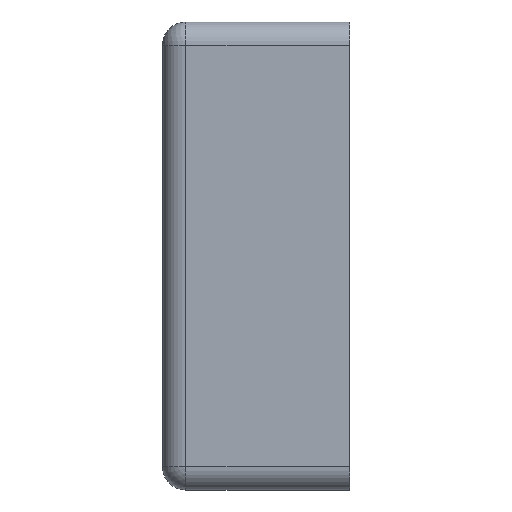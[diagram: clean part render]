
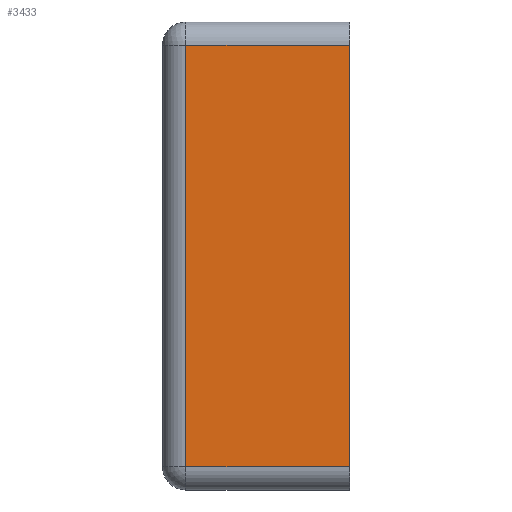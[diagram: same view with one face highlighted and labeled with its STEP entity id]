
A CAD part, left-side view. The second image highlights one B-rep face of the part: STEP entity #3433.
In plain terms, the highlighted planar face has unit normal (-1, 0, 0).
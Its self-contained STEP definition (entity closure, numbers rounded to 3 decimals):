
#2764=CARTESIAN_POINT('',(-40.0,14.,-18.));
#2765=VERTEX_POINT('',#2764);
#2790=CARTESIAN_POINT('',(-40.0,0.0,-18.));
#2791=VERTEX_POINT('',#2790);
#2799=CARTESIAN_POINT('',(-40.0,0.0,-18.));
#2800=DIRECTION('',(0.0,1.0,0.0));
#2801=VECTOR('',#2800,14.);
#2802=LINE('',#2799,#2801);
#2803=EDGE_CURVE('',#2791,#2765,#2802,.T.);
#2820=CARTESIAN_POINT('',(-40.,14.,18.0));
#2821=VERTEX_POINT('',#2820);
#2853=CARTESIAN_POINT('',(-40.,0.0,18.0));
#2854=VERTEX_POINT('',#2853);
#2871=CARTESIAN_POINT('',(-40.,14.,18.0));
#2872=DIRECTION('',(0.0,-1.0,0.0));
#2873=VECTOR('',#2872,14.);
#2874=LINE('',#2871,#2873);
#2875=EDGE_CURVE('',#2821,#2854,#2874,.T.);
#2905=CARTESIAN_POINT('',(-40.,14.,-18.));
#2906=DIRECTION('',(0.0,0.0,1.0));
#2907=VECTOR('',#2906,36.0);
#2908=LINE('',#2905,#2907);
#2909=EDGE_CURVE('',#2765,#2821,#2908,.T.);
#2975=CARTESIAN_POINT('',(-40.,0.0,18.0));
#2976=DIRECTION('',(0.0,0.0,-1.0));
#2977=VECTOR('',#2976,36.);
#2978=LINE('',#2975,#2977);
#2979=EDGE_CURVE('',#2854,#2791,#2978,.T.);
#3422=CARTESIAN_POINT('',(-40.0,0.0,-20.));
#3423=DIRECTION('',(-1.0,0.0,0.0));
#3424=DIRECTION('',(0.0,0.0,1.0));
#3425=AXIS2_PLACEMENT_3D('',#3422,#3423,#3424);
#3426=PLANE('',#3425);
#3427=ORIENTED_EDGE('',*,*,#2803,.F.);
#3428=ORIENTED_EDGE('',*,*,#2979,.F.);
#3429=ORIENTED_EDGE('',*,*,#2875,.F.);
#3430=ORIENTED_EDGE('',*,*,#2909,.F.);
#3431=EDGE_LOOP('',(#3427,#3428,#3429,#3430));
#3432=FACE_OUTER_BOUND('',#3431,.T.);
#3433=ADVANCED_FACE('',(#3432),#3426,.T.);
